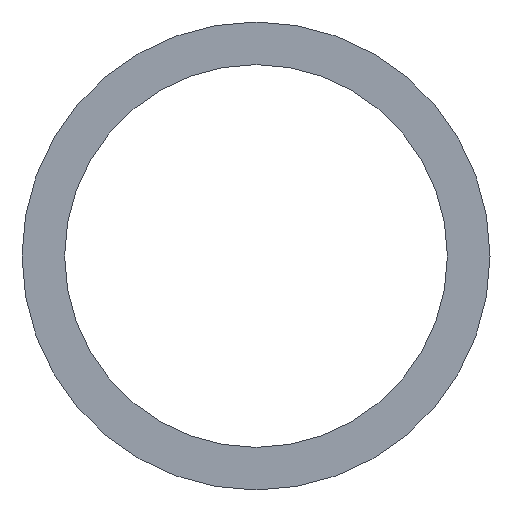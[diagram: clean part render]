
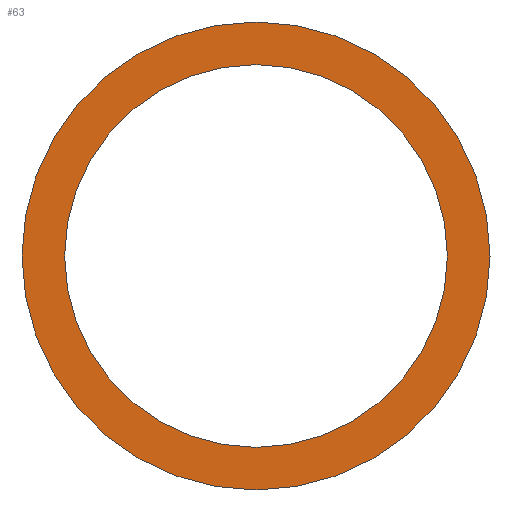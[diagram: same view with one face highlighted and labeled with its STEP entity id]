
A CAD part, left-side view. The second image highlights one B-rep face of the part: STEP entity #63.
In plain terms, the highlighted planar face has unit normal (-1, 0, 0).
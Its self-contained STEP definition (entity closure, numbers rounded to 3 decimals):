
#57 = VERTEX_POINT( '', #128 );
#59 = EDGE_CURVE( '', #89, #77, #130, .T. );
#63 = ADVANCED_FACE( '', ( #134, #135 ), #136, .F. );
#65 = EDGE_CURVE( '', #73, #57, #138, .T. );
#73 = VERTEX_POINT( '', #149 );
#77 = VERTEX_POINT( '', #154 );
#83 = EDGE_CURVE( '', #57, #73, #160, .T. );
#87 = EDGE_CURVE( '', #77, #89, #165, .T. );
#89 = VERTEX_POINT( '', #167 );
#128 = CARTESIAN_POINT( '', ( 0., 0., -92. ) );
#130 = CIRCLE( '', #203, 112.5 );
#134 = FACE_OUTER_BOUND( '', #207, .T. );
#135 = FACE_BOUND( '', #208, .T. );
#136 = PLANE( '', #209 );
#138 = CIRCLE( '', #212, 92. );
#149 = CARTESIAN_POINT( '', ( 0., 0., 92. ) );
#154 = CARTESIAN_POINT( '', ( 0., 0., -112.5 ) );
#160 = CIRCLE( '', #237, 92. );
#165 = CIRCLE( '', #243, 112.5 );
#167 = CARTESIAN_POINT( '', ( 0., 0., 112.5 ) );
#203 = AXIS2_PLACEMENT_3D( '', #276, #277, #278 );
#207 = EDGE_LOOP( '', ( #280, #281 ) );
#208 = EDGE_LOOP( '', ( #282, #283 ) );
#209 = AXIS2_PLACEMENT_3D( '', #284, #285, #286 );
#212 = AXIS2_PLACEMENT_3D( '', #287, #288, #289 );
#237 = AXIS2_PLACEMENT_3D( '', #319, #320, #321 );
#243 = AXIS2_PLACEMENT_3D( '', #330, #331, #332 );
#276 = CARTESIAN_POINT( '', ( 0., 0., 0. ) );
#277 = DIRECTION( '', ( 1., 0., 0. ) );
#278 = DIRECTION( '', ( 0., 0., -1. ) );
#280 = ORIENTED_EDGE( '', *, *, #87, .F. );
#281 = ORIENTED_EDGE( '', *, *, #59, .F. );
#282 = ORIENTED_EDGE( '', *, *, #83, .T. );
#283 = ORIENTED_EDGE( '', *, *, #65, .T. );
#284 = CARTESIAN_POINT( '', ( 0., 0., 0. ) );
#285 = DIRECTION( '', ( 1., 0., 0. ) );
#286 = DIRECTION( '', ( 0., 0., -1. ) );
#287 = CARTESIAN_POINT( '', ( 0., 0., 0. ) );
#288 = DIRECTION( '', ( 1., 0., 0. ) );
#289 = DIRECTION( '', ( 0., 0., -1. ) );
#319 = CARTESIAN_POINT( '', ( 0., 0., 0. ) );
#320 = DIRECTION( '', ( 1., 0., 0. ) );
#321 = DIRECTION( '', ( 0., 0., -1. ) );
#330 = CARTESIAN_POINT( '', ( 0., 0., 0. ) );
#331 = DIRECTION( '', ( 1., 0., 0. ) );
#332 = DIRECTION( '', ( 0., 0., -1. ) );
